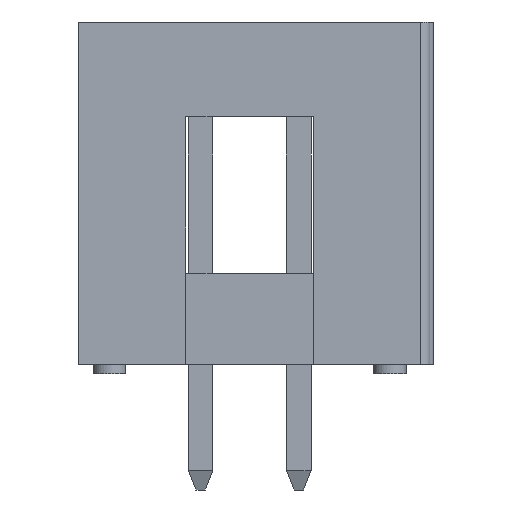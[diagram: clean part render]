
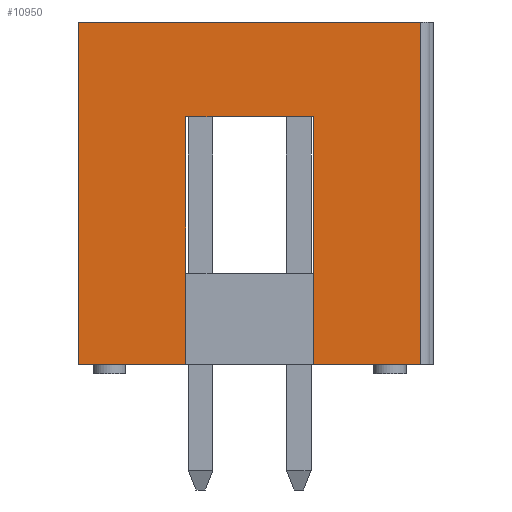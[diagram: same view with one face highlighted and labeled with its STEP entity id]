
A CAD part, front view. The second image highlights one B-rep face of the part: STEP entity #10950.
In plain terms, the highlighted face is planar.
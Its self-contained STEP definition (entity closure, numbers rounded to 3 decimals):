
#87=ORIENTED_EDGE('',*,*,#2209,.T.);
#88=ORIENTED_EDGE('',*,*,#2210,.F.);
#89=ORIENTED_EDGE('',*,*,#2211,.T.);
#90=ORIENTED_EDGE('',*,*,#2212,.T.);
#91=ORIENTED_EDGE('',*,*,#2213,.T.);
#92=ORIENTED_EDGE('',*,*,#2214,.F.);
#93=ORIENTED_EDGE('',*,*,#2215,.F.);
#94=ORIENTED_EDGE('',*,*,#2216,.T.);
#2209=EDGE_CURVE('',#3270,#3271,#3912,.T.);
#2210=EDGE_CURVE('',#3272,#3271,#3913,.T.);
#2211=EDGE_CURVE('',#3272,#3273,#3914,.T.);
#2212=EDGE_CURVE('',#3273,#3274,#3915,.T.);
#2213=EDGE_CURVE('',#3274,#3275,#3916,.T.);
#2214=EDGE_CURVE('',#3276,#3275,#3917,.T.);
#2215=EDGE_CURVE('',#3277,#3276,#3918,.T.);
#2216=EDGE_CURVE('',#3277,#3270,#3919,.T.);
#3270=VERTEX_POINT('',#14042);
#3271=VERTEX_POINT('',#14043);
#3272=VERTEX_POINT('',#14045);
#3273=VERTEX_POINT('',#14047);
#3274=VERTEX_POINT('',#14049);
#3275=VERTEX_POINT('',#14051);
#3276=VERTEX_POINT('',#14053);
#3277=VERTEX_POINT('',#14055);
#3912=LINE('',#14041,#4963);
#3913=LINE('',#14044,#4964);
#3914=LINE('',#14046,#4965);
#3915=LINE('',#14048,#4966);
#3916=LINE('',#14050,#4967);
#3917=LINE('',#14052,#4968);
#3918=LINE('',#14054,#4969);
#3919=LINE('',#14056,#4970);
#4963=VECTOR('',#11979,1000.);
#4964=VECTOR('',#11980,1000.);
#4965=VECTOR('',#11981,1000.);
#4966=VECTOR('',#11982,1000.);
#4967=VECTOR('',#11983,1000.);
#4968=VECTOR('',#11984,1000.);
#4969=VECTOR('',#11985,1000.);
#4970=VECTOR('',#11986,1000.);
#6003=EDGE_LOOP('',(#87,#88,#89,#90,#91,#92,#93,#94));
#6540=FACE_BOUND('',#6003,.T.);
#7077=PLANE('',#11442);
#10950=ADVANCED_FACE('',(#6540),#7077,.T.);
#11442=AXIS2_PLACEMENT_3D('',#14040,#11977,#11978);
#11977=DIRECTION('',(1.,0.,0.));
#11978=DIRECTION('',(0.,0.,-1.));
#11979=DIRECTION('',(0.,1.,0.));
#11980=DIRECTION('',(0.,0.,-1.));
#11981=DIRECTION('',(0.,1.,0.));
#11982=DIRECTION('',(0.,0.,-1.));
#11983=DIRECTION('',(0.,1.,0.));
#11984=DIRECTION('',(0.,0.,-1.));
#11985=DIRECTION('',(0.,1.,0.));
#11986=DIRECTION('',(0.,0.,-1.));
#14040=CARTESIAN_POINT('',(16.53,-4.425,4.425));
#14041=CARTESIAN_POINT('',(16.53,-4.425,-4.425));
#14042=CARTESIAN_POINT('',(16.53,-4.425,-4.425));
#14043=CARTESIAN_POINT('',(16.53,-1.65,-4.425));
#14044=CARTESIAN_POINT('',(16.53,-1.65,1.975));
#14045=CARTESIAN_POINT('',(16.53,-1.65,1.975));
#14046=CARTESIAN_POINT('',(16.53,-1.65,1.975));
#14047=CARTESIAN_POINT('',(16.53,1.65,1.975));
#14048=CARTESIAN_POINT('',(16.53,1.65,1.975));
#14049=CARTESIAN_POINT('',(16.53,1.65,-4.425));
#14050=CARTESIAN_POINT('',(16.53,-4.425,-4.425));
#14051=CARTESIAN_POINT('',(16.53,4.425,-4.425));
#14052=CARTESIAN_POINT('',(16.53,4.425,4.425));
#14053=CARTESIAN_POINT('',(16.53,4.425,4.425));
#14054=CARTESIAN_POINT('',(16.53,-4.425,4.425));
#14055=CARTESIAN_POINT('',(16.53,-4.425,4.425));
#14056=CARTESIAN_POINT('',(16.53,-4.425,4.425));
